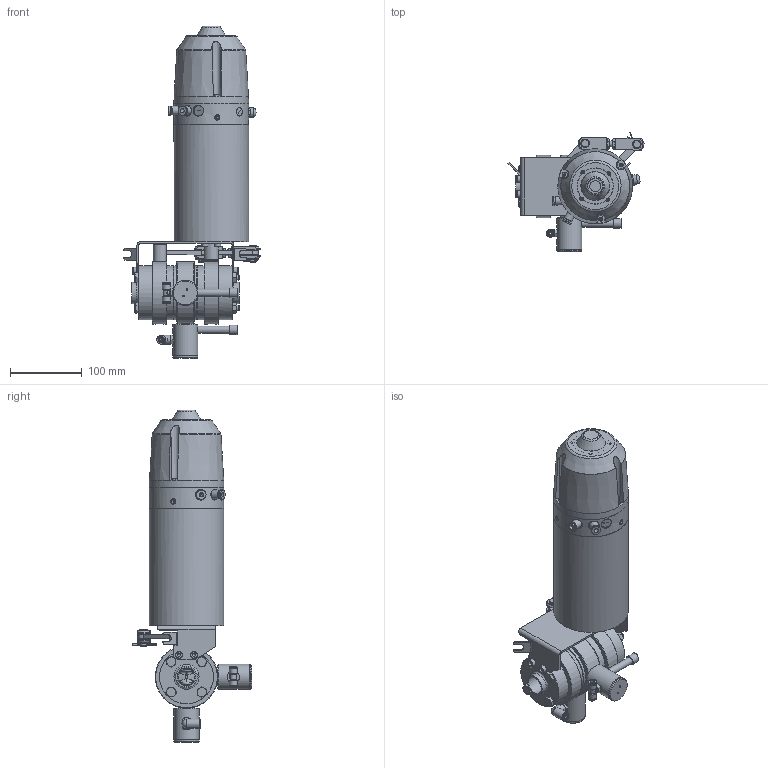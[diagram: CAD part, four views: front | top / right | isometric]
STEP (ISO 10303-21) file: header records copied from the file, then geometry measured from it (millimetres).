
FILE_DESCRIPTION((''),'2;1');
FILE_NAME('59540025XX60.stp','2010-12-07T13:20:49',('Creator'),(''),'Autodesk Inventor 2010','Autodesk Inventor 2010','');
FILE_SCHEMA(('AUTOMOTIVE_DESIGN { 1 0 10303 214 1 1 1 1 }'));
Length unit declared in the file: millimetre
Products named in the file (1): 59540025XX60
Bounding box: 189.58 x 166.24 x 462.7 mm (x, y, z)
Volume: 2571249.5 mm3; surface area: 401209.2 mm2
Topology: 41 solids, 46 shells, 1522 faces, 3566 edges, 2235 vertices
Faces by surface type: plane 712, cylinder 450, cone 217, torus 74, bspline 59, sphere 10
Full cylindrical faces by diameter (mm): 0.1 x2, 2.013 x4, 2.459 x3, 2.5 x9, 2.6 x4, 2.729 x3, 2.9 x4, 3 x12, 3.1 x3, 3.4 x3, 4 x4, 4.1 x1, 4.134 x7, 4.6 x2, 4.917 x4, 5 x6, 5.2 x1, 5.5 x6, 6 x14, 6.5 x1, 6.647 x2, 7 x7, 7.2 x4, 7.323 x4, 7.9 x2, 8 x18, 8.2 x4, 8.4 x4, 8.5 x8, 8.566 x2
Entity records: 52702 total; most frequent: CARTESIAN_POINT 21167, DIRECTION 6370, ORIENTED_EDGE 5646, EDGE_CURVE 2823, AXIS2_PLACEMENT_3D 2684, EDGE_LOOP 2325, VERTEX_POINT 2022, FACE_OUTER_BOUND 1516
